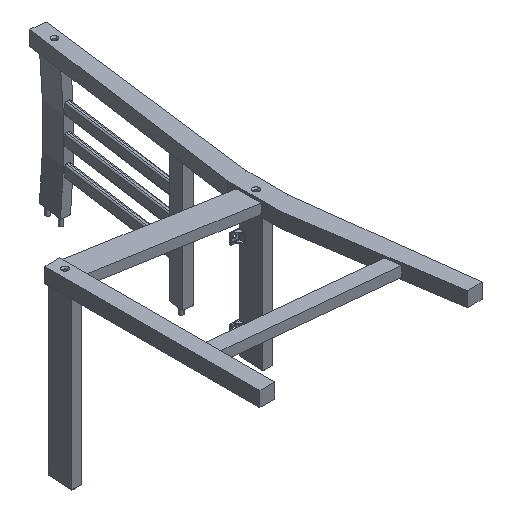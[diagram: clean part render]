
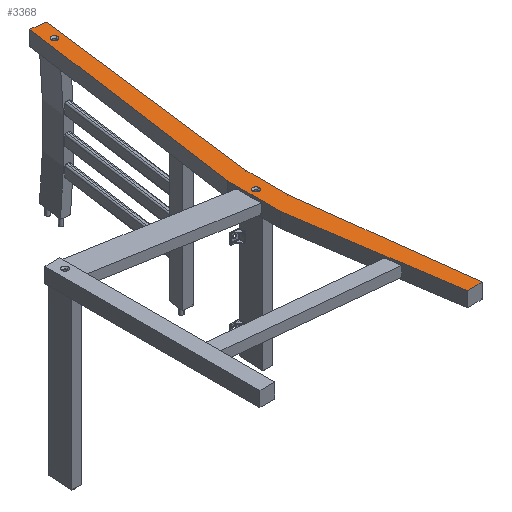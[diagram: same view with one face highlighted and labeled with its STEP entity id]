
A CAD part, isometric view. The second image highlights one B-rep face of the part: STEP entity #3368.
In plain terms, the highlighted planar face has unit normal (0, 0, 1).
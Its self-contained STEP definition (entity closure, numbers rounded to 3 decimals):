
#88 = DIRECTION ( 'NONE',  ( 1., 0., 0. ) ) ;
#237 = CARTESIAN_POINT ( 'NONE',  ( 429.349, 860.216, -20. ) ) ;
#299 = VERTEX_POINT ( 'NONE', #369 ) ;
#355 = CARTESIAN_POINT ( 'NONE',  ( 449.674, 896.399, -20. ) ) ;
#369 = CARTESIAN_POINT ( 'NONE',  ( 423.049, 860.216, -20. ) ) ;
#394 = EDGE_LOOP ( 'NONE', ( #5242, #5860, #4630, #7400, #598, #4163, #4159, #5437 ) ) ;
#414 = CARTESIAN_POINT ( 'NONE',  ( 354.534, 435., -20. ) ) ;
#598 = ORIENTED_EDGE ( 'NONE', *, *, #2824, .F. ) ;
#718 = CIRCLE ( 'NONE', #3291, 6.3 ) ;
#781 = CARTESIAN_POINT ( 'NONE',  ( 354.534, 328.013, -20. ) ) ;
#797 = DIRECTION ( 'NONE',  ( 0., -1., 0. ) ) ;
#870 = DIRECTION ( 'NONE',  ( 1., 0., 0. ) ) ;
#908 = LINE ( 'NONE', #2906, #5132 ) ;
#978 = DIRECTION ( 'NONE',  ( 0.99, -0.139, 0. ) ) ;
#1014 = CARTESIAN_POINT ( 'NONE',  ( 404.534, 0., -20. ) ) ;
#1172 = VERTEX_POINT ( 'NONE', #5638 ) ;
#1210 = DIRECTION ( 'NONE',  ( 0., 0., -1. ) ) ;
#1357 = VECTOR ( 'NONE', #4455, 1000. ) ;
#1362 = ORIENTED_EDGE ( 'NONE', *, *, #1363, .F. ) ;
#1363 = EDGE_CURVE ( 'NONE', #299, #4361, #5376, .T. ) ;
#1385 = CARTESIAN_POINT ( 'NONE',  ( 391.534, 435., -20. ) ) ;
#1533 = EDGE_CURVE ( 'NONE', #2893, #2960, #3594, .T. ) ;
#1575 = VECTOR ( 'NONE', #978, 1000. ) ;
#1710 = DIRECTION ( 'NONE',  ( 0.122, -0.993, 0. ) ) ;
#1724 = VERTEX_POINT ( 'NONE', #5177 ) ;
#1876 = CARTESIAN_POINT ( 'NONE',  ( 434.534, 0., -20. ) ) ;
#1924 = CARTESIAN_POINT ( 'NONE',  ( 391.534, 452.989, -20. ) ) ;
#2017 = ORIENTED_EDGE ( 'NONE', *, *, #5718, .F. ) ;
#2129 = EDGE_LOOP ( 'NONE', ( #5864, #6527 ) ) ;
#2221 = EDGE_CURVE ( 'NONE', #1724, #7315, #4548, .T. ) ;
#2355 = DIRECTION ( 'NONE',  ( -1., 0., 0. ) ) ;
#2437 = PLANE ( 'NONE',  #3575 ) ;
#2540 = FACE_OUTER_BOUND ( 'NONE', #394, .T. ) ;
#2655 = VECTOR ( 'NONE', #1710, 1000. ) ;
#2668 = CARTESIAN_POINT ( 'NONE',  ( 368.205, 391.455, -20. ) ) ;
#2697 = DIRECTION ( 'NONE',  ( 0., 0., 1. ) ) ;
#2717 = DIRECTION ( 'NONE',  ( 0., 0., 1. ) ) ;
#2824 = EDGE_CURVE ( 'NONE', #5779, #4726, #4021, .T. ) ;
#2833 = CARTESIAN_POINT ( 'NONE',  ( 374.505, 391.455, -20. ) ) ;
#2856 = CARTESIAN_POINT ( 'NONE',  ( 354.534, 328.013, -20. ) ) ;
#2893 = VERTEX_POINT ( 'NONE', #2856 ) ;
#2901 = VERTEX_POINT ( 'NONE', #2833 ) ;
#2906 = CARTESIAN_POINT ( 'NONE',  ( 402.39, 0., -20. ) ) ;
#2960 = VERTEX_POINT ( 'NONE', #414 ) ;
#2970 = VECTOR ( 'NONE', #797, 1000. ) ;
#3047 = EDGE_CURVE ( 'NONE', #6253, #4906, #908, .T. ) ;
#3087 = FACE_BOUND ( 'NONE', #2129, .T. ) ;
#3090 = AXIS2_PLACEMENT_3D ( 'NONE', #237, #2717, #7531 ) ;
#3107 = AXIS2_PLACEMENT_3D ( 'NONE', #3127, #3728, #88 ) ;
#3127 = CARTESIAN_POINT ( 'NONE',  ( 368.205, 391.455, -20. ) ) ;
#3190 = CARTESIAN_POINT ( 'NONE',  ( 354.534, 452.989, -20. ) ) ;
#3291 = AXIS2_PLACEMENT_3D ( 'NONE', #2668, #2697, #870 ) ;
#3368 = ADVANCED_FACE ( 'NONE', ( #3087, #4281, #2540 ), #2437, .F. ) ;
#3467 = DIRECTION ( 'NONE',  ( 0., 0., 1. ) ) ;
#3504 = CARTESIAN_POINT ( 'NONE',  ( 434.534, 0., -20. ) ) ;
#3575 = AXIS2_PLACEMENT_3D ( 'NONE', #5431, #1210, #6608 ) ;
#3594 = LINE ( 'NONE', #3190, #7193 ) ;
#3728 = DIRECTION ( 'NONE',  ( 0., 0., 1. ) ) ;
#3756 = DIRECTION ( 'NONE',  ( 0., 1., 0. ) ) ;
#3989 = VECTOR ( 'NONE', #7275, 1000. ) ;
#3999 = EDGE_CURVE ( 'NONE', #4726, #1724, #4360, .T. ) ;
#4021 = LINE ( 'NONE', #355, #1575 ) ;
#4125 = CARTESIAN_POINT ( 'NONE',  ( 435.649, 860.216, -20. ) ) ;
#4159 = ORIENTED_EDGE ( 'NONE', *, *, #1533, .F. ) ;
#4163 = ORIENTED_EDGE ( 'NONE', *, *, #5297, .F. ) ;
#4281 = FACE_BOUND ( 'NONE', #6466, .T. ) ;
#4360 = LINE ( 'NONE', #1385, #1357 ) ;
#4361 = VERTEX_POINT ( 'NONE', #4125 ) ;
#4455 = DIRECTION ( 'NONE',  ( -0.125, -0.992, 0. ) ) ;
#4548 = LINE ( 'NONE', #1924, #2970 ) ;
#4630 = ORIENTED_EDGE ( 'NONE', *, *, #2221, .F. ) ;
#4726 = VERTEX_POINT ( 'NONE', #5545 ) ;
#4805 = CARTESIAN_POINT ( 'NONE',  ( 391.534, 350.095, -20. ) ) ;
#4906 = VERTEX_POINT ( 'NONE', #1014 ) ;
#5019 = DIRECTION ( 'NONE',  ( -0.151, 0.989, 0. ) ) ;
#5082 = CIRCLE ( 'NONE', #3107, 6.3 ) ;
#5132 = VECTOR ( 'NONE', #2355, 1000. ) ;
#5177 = CARTESIAN_POINT ( 'NONE',  ( 391.534, 435., -20. ) ) ;
#5242 = ORIENTED_EDGE ( 'NONE', *, *, #3047, .F. ) ;
#5262 = CARTESIAN_POINT ( 'NONE',  ( 429.349, 860.216, -20. ) ) ;
#5297 = EDGE_CURVE ( 'NONE', #2960, #5779, #7602, .T. ) ;
#5376 = CIRCLE ( 'NONE', #7737, 6.3 ) ;
#5431 = CARTESIAN_POINT ( 'NONE',  ( 450.245, 0., -20. ) ) ;
#5437 = ORIENTED_EDGE ( 'NONE', *, *, #7811, .F. ) ;
#5545 = CARTESIAN_POINT ( 'NONE',  ( 449.674, 896.399, -20. ) ) ;
#5638 = CARTESIAN_POINT ( 'NONE',  ( 361.905, 391.455, -20. ) ) ;
#5718 = EDGE_CURVE ( 'NONE', #4361, #299, #6974, .T. ) ;
#5779 = VERTEX_POINT ( 'NONE', #7502 ) ;
#5860 = ORIENTED_EDGE ( 'NONE', *, *, #7151, .F. ) ;
#5864 = ORIENTED_EDGE ( 'NONE', *, *, #6277, .F. ) ;
#5931 = LINE ( 'NONE', #3504, #2655 ) ;
#6012 = LINE ( 'NONE', #781, #6513 ) ;
#6077 = CARTESIAN_POINT ( 'NONE',  ( 419.966, 900.574, -20. ) ) ;
#6253 = VERTEX_POINT ( 'NONE', #1876 ) ;
#6277 = EDGE_CURVE ( 'NONE', #2901, #1172, #5082, .T. ) ;
#6466 = EDGE_LOOP ( 'NONE', ( #2017, #1362 ) ) ;
#6473 = DIRECTION ( 'NONE',  ( 1., 0., 0. ) ) ;
#6513 = VECTOR ( 'NONE', #5019, 1000. ) ;
#6527 = ORIENTED_EDGE ( 'NONE', *, *, #7676, .F. ) ;
#6608 = DIRECTION ( 'NONE',  ( -1., 0., 0. ) ) ;
#6974 = CIRCLE ( 'NONE', #3090, 6.3 ) ;
#7151 = EDGE_CURVE ( 'NONE', #7315, #6253, #5931, .T. ) ;
#7193 = VECTOR ( 'NONE', #3756, 1000. ) ;
#7275 = DIRECTION ( 'NONE',  ( 0.139, 0.99, 0. ) ) ;
#7315 = VERTEX_POINT ( 'NONE', #4805 ) ;
#7400 = ORIENTED_EDGE ( 'NONE', *, *, #3999, .F. ) ;
#7502 = CARTESIAN_POINT ( 'NONE',  ( 419.966, 900.574, -20. ) ) ;
#7531 = DIRECTION ( 'NONE',  ( 1., 0., 0. ) ) ;
#7602 = LINE ( 'NONE', #6077, #3989 ) ;
#7676 = EDGE_CURVE ( 'NONE', #1172, #2901, #718, .T. ) ;
#7737 = AXIS2_PLACEMENT_3D ( 'NONE', #5262, #3467, #6473 ) ;
#7811 = EDGE_CURVE ( 'NONE', #4906, #2893, #6012, .T. ) ;
